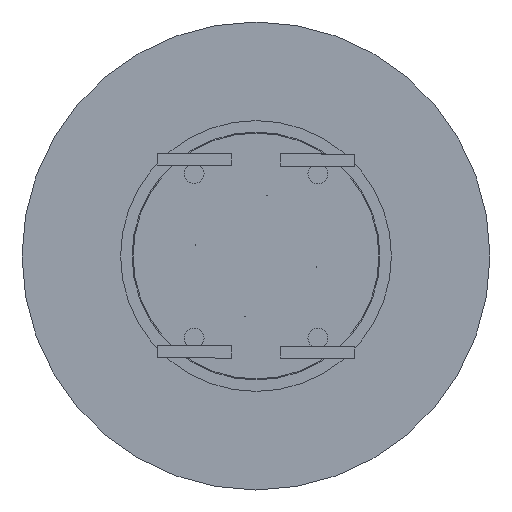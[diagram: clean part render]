
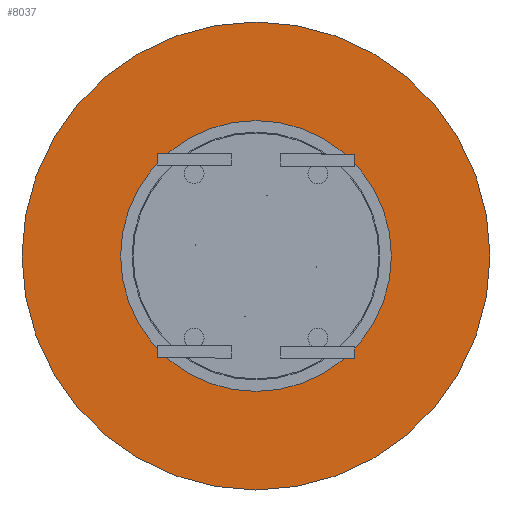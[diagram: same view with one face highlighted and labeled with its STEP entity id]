
A CAD part, left-side view. The second image highlights one B-rep face of the part: STEP entity #8037.
In plain terms, the highlighted planar face has unit normal (-1, 0, 0).
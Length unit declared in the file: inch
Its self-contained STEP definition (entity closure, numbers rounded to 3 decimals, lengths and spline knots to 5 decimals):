
#717 = EDGE_LOOP ( 'NONE', ( #6537, #6536 ) ) ;
#727 = EDGE_LOOP ( 'NONE', ( #6535, #6534 ) ) ;
#1042 = AXIS2_PLACEMENT_3D ( 'NONE', #5593, #5586, #5585 ) ;
#2093 = CARTESIAN_POINT ( 'NONE',  ( 0., 0., 0. ) ) ;
#2094 = DIRECTION ( 'NONE',  ( -1., 0., 0. ) ) ;
#2095 = DIRECTION ( 'NONE',  ( 0., -1., 0. ) ) ;
#2097 = CARTESIAN_POINT ( 'NONE',  ( 0., 0., 0. ) ) ;
#2098 = DIRECTION ( 'NONE',  ( 1., 0., 0. ) ) ;
#2099 = DIRECTION ( 'NONE',  ( 0., -1., 0. ) ) ;
#2374 = CARTESIAN_POINT ( 'NONE',  ( 0., 0., 0. ) ) ;
#2375 = DIRECTION ( 'NONE',  ( 1., 0., 0. ) ) ;
#2376 = DIRECTION ( 'NONE',  ( 0., -1., 0. ) ) ;
#2395 = CARTESIAN_POINT ( 'NONE',  ( 0., 0., 0. ) ) ;
#2396 = DIRECTION ( 'NONE',  ( -1., 0., 0. ) ) ;
#2397 = DIRECTION ( 'NONE',  ( 0., -1., 0. ) ) ;
#3793 = CARTESIAN_POINT ( 'NONE',  ( 0., 0.59, 0. ) ) ;
#3994 = CARTESIAN_POINT ( 'NONE',  ( 0., -0.3415, 0. ) ) ;
#4001 = CARTESIAN_POINT ( 'NONE',  ( 0., 0.3415, 0. ) ) ;
#4002 = CARTESIAN_POINT ( 'NONE',  ( 0., -0.59, 0. ) ) ;
#5585 = DIRECTION ( 'NONE',  ( 0., 1., 0. ) ) ;
#5586 = DIRECTION ( 'NONE',  ( 1., 0., 0. ) ) ;
#5588 = PLANE ( 'NONE',  #1042 ) ;
#5589 = FACE_OUTER_BOUND ( 'NONE', #717, .T. ) ;
#5593 = CARTESIAN_POINT ( 'NONE',  ( 0., 0.59, 0. ) ) ;
#5597 = FACE_BOUND ( 'NONE', #727, .T. ) ;
#6534 = ORIENTED_EDGE ( 'NONE', *, *, #8282, .F. ) ;
#6535 = ORIENTED_EDGE ( 'NONE', *, *, #9050, .F. ) ;
#6536 = ORIENTED_EDGE ( 'NONE', *, *, #8275, .F. ) ;
#6537 = ORIENTED_EDGE ( 'NONE', *, *, #9051, .F. ) ;
#6841 = VERTEX_POINT ( 'NONE', #3793 ) ;
#7042 = VERTEX_POINT ( 'NONE', #3994 ) ;
#7049 = VERTEX_POINT ( 'NONE', #4001 ) ;
#7050 = VERTEX_POINT ( 'NONE', #4002 ) ;
#7100 = CIRCLE ( 'NONE', #7102, 0.59 ) ;
#7102 = AXIS2_PLACEMENT_3D ( 'NONE', #2374, #2375, #2376 ) ;
#7108 = CIRCLE ( 'NONE', #7112, 0.3415 ) ;
#7112 = AXIS2_PLACEMENT_3D ( 'NONE', #2395, #2396, #2397 ) ;
#7689 = CIRCLE ( 'NONE', #7692, 0.3415 ) ;
#7691 = CIRCLE ( 'NONE', #7694, 0.59 ) ;
#7692 = AXIS2_PLACEMENT_3D ( 'NONE', #2093, #2094, #2095 ) ;
#7694 = AXIS2_PLACEMENT_3D ( 'NONE', #2097, #2098, #2099 ) ;
#8037 = ADVANCED_FACE ( 'NONE', ( #5589, #5597 ), #5588, .F. ) ;
#8275 = EDGE_CURVE ( 'NONE', #6841, #7050, #7100, .T. ) ;
#8282 = EDGE_CURVE ( 'NONE', #7049, #7042, #7108, .T. ) ;
#9050 = EDGE_CURVE ( 'NONE', #7042, #7049, #7689, .T. ) ;
#9051 = EDGE_CURVE ( 'NONE', #7050, #6841, #7691, .T. ) ;
